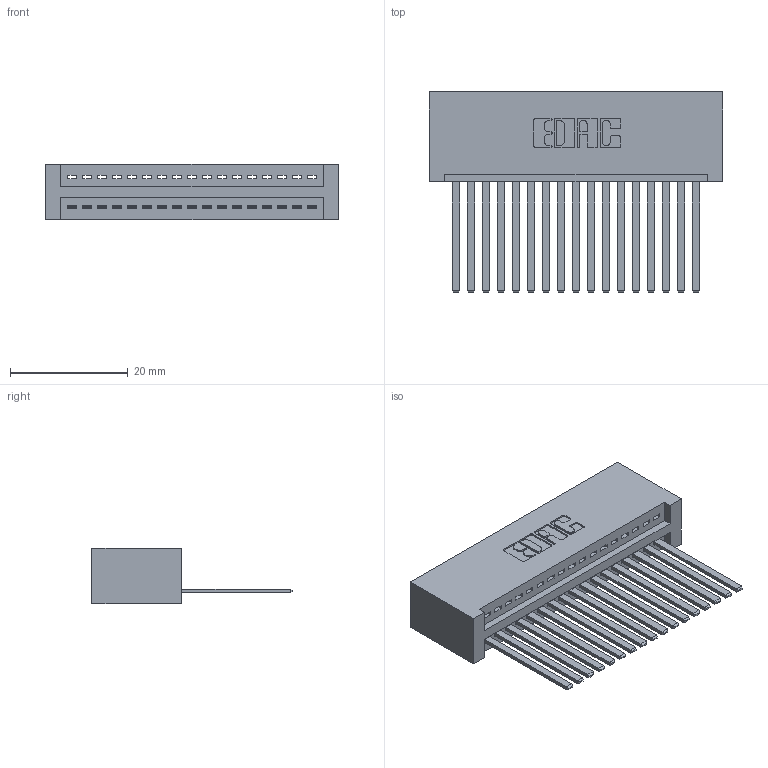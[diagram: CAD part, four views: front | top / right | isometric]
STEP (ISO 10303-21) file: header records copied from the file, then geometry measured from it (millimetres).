
FILE_DESCRIPTION (( 'STEP AP203' ), '1' );
FILE_NAME ('345-017-544-101.STEP', '2018-08-19T04:11:51', ( '' ), ( '' ), 'SwSTEP 2.0', 'SolidWorks 2016', '' );
FILE_SCHEMA (( 'CONFIG_CONTROL_DESIGN' ));
Length unit declared in the file: inch
Products named in the file (3): 345 Part_No Mounting Lugs; 345-292-001_345-293-144; 345-017-544-101
Assembly tree (18 placements, depth 2):
  345-017-544-101
    345 Part_No Mounting Lugs
    345-292-001_345-293-144  x17
Bounding box: 49.78 x 33.96 x 9.4 mm (x, y, z)
Volume: 5305 mm3; surface area: 7491.3 mm2
Topology: 18 solids, 18 shells, 1002 faces, 3003 edges, 1978 vertices
Faces by surface type: plane 688, cylinder 314
Entity records: 15699 total; most frequent: CARTESIAN_POINT 2727, ORIENTED_EDGE 2678, DIRECTION 2409, EDGE_CURVE 1339, LINE 1151, VECTOR 1151, VERTEX_POINT 890, AXIS2_PLACEMENT_3D 629
